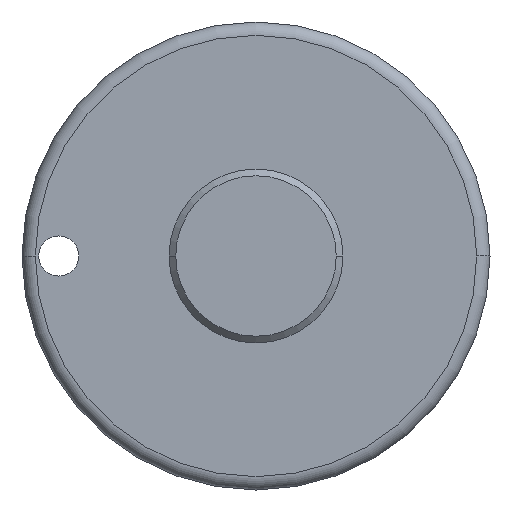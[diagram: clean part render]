
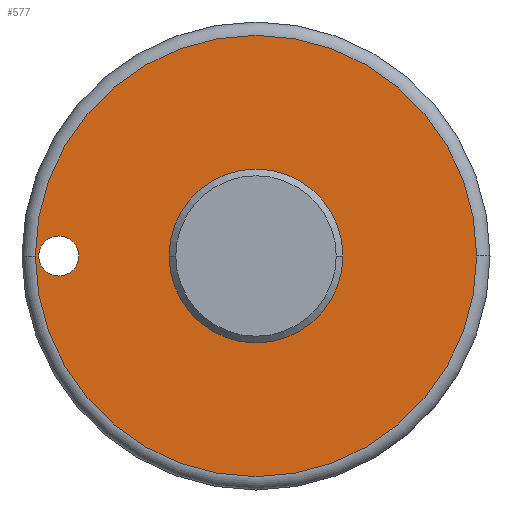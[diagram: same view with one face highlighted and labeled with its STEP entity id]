
A CAD part, left-side view. The second image highlights one B-rep face of the part: STEP entity #577.
In plain terms, the highlighted planar face has unit normal (-1, 0, 0).
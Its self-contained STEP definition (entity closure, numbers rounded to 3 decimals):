
#40 = CIRCLE ( 'NONE', #1031, 1.5 ) ;
#69 = ORIENTED_EDGE ( 'NONE', *, *, #639, .T. ) ;
#87 = CARTESIAN_POINT ( 'NONE',  ( -56.681, 13.971, 0. ) ) ;
#93 = CARTESIAN_POINT ( 'NONE',  ( -56.681, 15.471, 0. ) ) ;
#135 = EDGE_CURVE ( 'NONE', #339, #421, #403, .T. ) ;
#142 = EDGE_LOOP ( 'NONE', ( #381, #69 ) ) ;
#143 = CARTESIAN_POINT ( 'NONE',  ( -56.681, -5.779, 0. ) ) ;
#218 = DIRECTION ( 'NONE',  ( -1., 0., 0. ) ) ;
#281 = CARTESIAN_POINT ( 'NONE',  ( -56.681, -15.779, 0. ) ) ;
#297 = DIRECTION ( 'NONE',  ( 0., 1., 0. ) ) ;
#336 = FACE_BOUND ( 'NONE', #512, .T. ) ;
#337 = VERTEX_POINT ( 'NONE', #843 ) ;
#339 = VERTEX_POINT ( 'NONE', #143 ) ;
#343 = VERTEX_POINT ( 'NONE', #281 ) ;
#347 = FACE_OUTER_BOUND ( 'NONE', #142, .T. ) ;
#375 = AXIS2_PLACEMENT_3D ( 'NONE', #732, #1041, #898 ) ;
#381 = ORIENTED_EDGE ( 'NONE', *, *, #603, .T. ) ;
#396 = AXIS2_PLACEMENT_3D ( 'NONE', #462, #598, #938 ) ;
#403 = CIRCLE ( 'NONE', #396, 6.5 ) ;
#407 = CIRCLE ( 'NONE', #917, 16.5 ) ;
#421 = VERTEX_POINT ( 'NONE', #631 ) ;
#429 = AXIS2_PLACEMENT_3D ( 'NONE', #635, #537, #753 ) ;
#430 = ORIENTED_EDGE ( 'NONE', *, *, #1076, .T. ) ;
#432 = PLANE ( 'NONE',  #429 ) ;
#453 = DIRECTION ( 'NONE',  ( 0., 1., 0. ) ) ;
#462 = CARTESIAN_POINT ( 'NONE',  ( -56.681, 0.721, 0. ) ) ;
#478 = DIRECTION ( 'NONE',  ( -1., 0., 0. ) ) ;
#480 = AXIS2_PLACEMENT_3D ( 'NONE', #93, #1067, #297 ) ;
#512 = EDGE_LOOP ( 'NONE', ( #720, #430 ) ) ;
#537 = DIRECTION ( 'NONE',  ( 1., 0., 0. ) ) ;
#577 = ADVANCED_FACE ( 'NONE', ( #336, #347, #742 ), #432, .F. ) ;
#598 = DIRECTION ( 'NONE',  ( -1., 0., 0. ) ) ;
#603 = EDGE_CURVE ( 'NONE', #337, #343, #407, .T. ) ;
#631 = CARTESIAN_POINT ( 'NONE',  ( -56.681, 7.221, 0. ) ) ;
#635 = CARTESIAN_POINT ( 'NONE',  ( -56.681, 18.221, 0. ) ) ;
#639 = EDGE_CURVE ( 'NONE', #343, #337, #761, .T. ) ;
#665 = CARTESIAN_POINT ( 'NONE',  ( -56.681, 0.721, 0. ) ) ;
#683 = VERTEX_POINT ( 'NONE', #789 ) ;
#712 = EDGE_CURVE ( 'NONE', #683, #816, #40, .T. ) ;
#720 = ORIENTED_EDGE ( 'NONE', *, *, #712, .T. ) ;
#721 = CIRCLE ( 'NONE', #480, 1.5 ) ;
#732 = CARTESIAN_POINT ( 'NONE',  ( -56.681, 0.721, 0. ) ) ;
#742 = FACE_BOUND ( 'NONE', #1059, .T. ) ;
#753 = DIRECTION ( 'NONE',  ( 0., 1., 0. ) ) ;
#758 = CIRCLE ( 'NONE', #375, 6.5 ) ;
#761 = CIRCLE ( 'NONE', #1092, 16.5 ) ;
#789 = CARTESIAN_POINT ( 'NONE',  ( -56.681, 16.971, 0. ) ) ;
#804 = ORIENTED_EDGE ( 'NONE', *, *, #135, .F. ) ;
#816 = VERTEX_POINT ( 'NONE', #87 ) ;
#818 = ORIENTED_EDGE ( 'NONE', *, *, #841, .F. ) ;
#841 = EDGE_CURVE ( 'NONE', #421, #339, #758, .T. ) ;
#843 = CARTESIAN_POINT ( 'NONE',  ( -56.681, 17.221, 0. ) ) ;
#898 = DIRECTION ( 'NONE',  ( 0., -1., 0. ) ) ;
#917 = AXIS2_PLACEMENT_3D ( 'NONE', #923, #218, #976 ) ;
#923 = CARTESIAN_POINT ( 'NONE',  ( -56.681, 0.721, 0. ) ) ;
#928 = DIRECTION ( 'NONE',  ( 0., 1., 0. ) ) ;
#938 = DIRECTION ( 'NONE',  ( 0., -1., 0. ) ) ;
#976 = DIRECTION ( 'NONE',  ( 0., 1., 0. ) ) ;
#997 = CARTESIAN_POINT ( 'NONE',  ( -56.681, 15.471, 0. ) ) ;
#1031 = AXIS2_PLACEMENT_3D ( 'NONE', #997, #1093, #928 ) ;
#1041 = DIRECTION ( 'NONE',  ( -1., 0., 0. ) ) ;
#1059 = EDGE_LOOP ( 'NONE', ( #804, #818 ) ) ;
#1067 = DIRECTION ( 'NONE',  ( 1., 0., 0. ) ) ;
#1076 = EDGE_CURVE ( 'NONE', #816, #683, #721, .T. ) ;
#1092 = AXIS2_PLACEMENT_3D ( 'NONE', #665, #478, #453 ) ;
#1093 = DIRECTION ( 'NONE',  ( 1., 0., 0. ) ) ;
